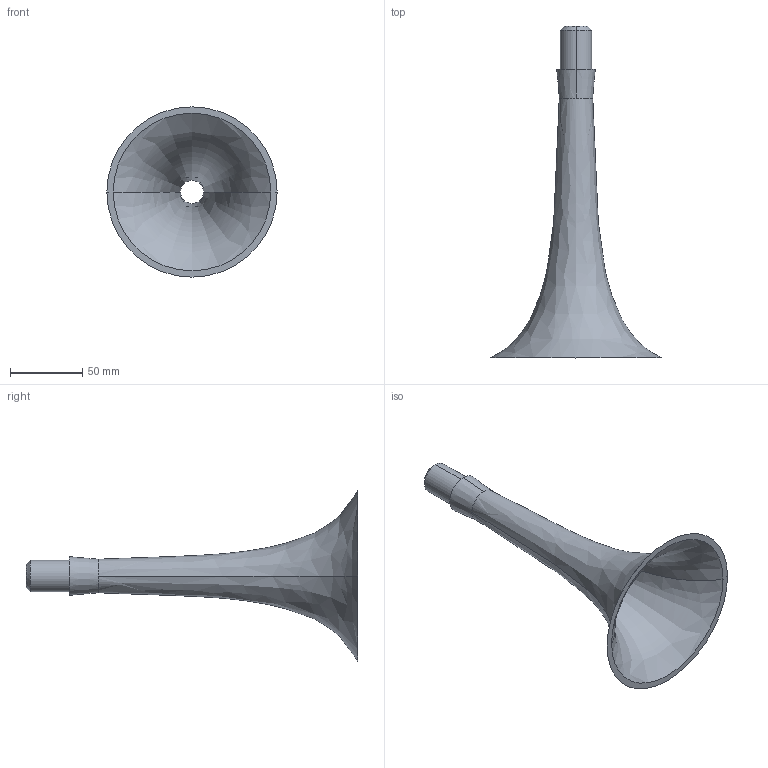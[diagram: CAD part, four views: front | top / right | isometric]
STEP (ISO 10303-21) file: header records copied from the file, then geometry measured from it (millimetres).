
FILE_DESCRIPTION (( 'STEP AP214' ), '1' );
FILE_NAME ('TMPT_Bell.STEP', '2015-02-01T17:17:42', ( '' ), ( '' ), 'SwSTEP 2.0', 'SolidWorks 2014', '' );
FILE_SCHEMA (( 'AUTOMOTIVE_DESIGN' ));
Length unit declared in the file: metre
Products named in the file (1): TMPT_Bell
Bounding box: 118 x 230 x 118 mm (x, y, z)
Volume: 60066.7 mm3; surface area: 59598.1 mm2
Topology: 1 solids, 1 shells, 12 faces, 28 edges, 18 vertices
Faces by surface type: bspline 4, cone 4, cylinder 2, plane 2
Entity records: 730 total; most frequent: CARTESIAN_POINT 421, DIRECTION 60, ORIENTED_EDGE 56, EDGE_CURVE 28, AXIS2_PLACEMENT_3D 27, CIRCLE 18, VERTEX_POINT 18, EDGE_LOOP 14
